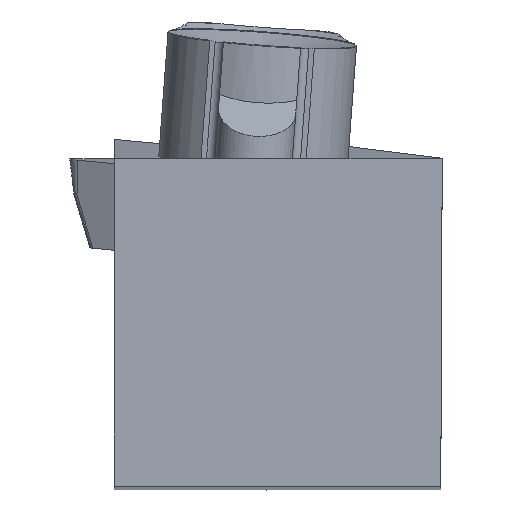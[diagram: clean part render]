
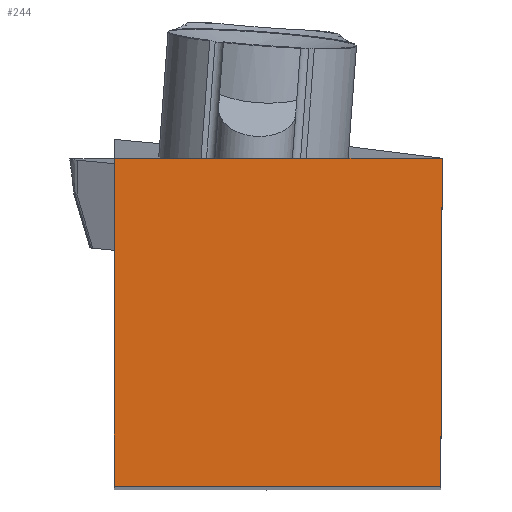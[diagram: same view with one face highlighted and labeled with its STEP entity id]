
A CAD part, top view. The second image highlights one B-rep face of the part: STEP entity #244.
In plain terms, the highlighted planar face has unit normal (0, 0, 1).
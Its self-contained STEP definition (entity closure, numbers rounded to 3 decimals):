
#244=ADVANCED_FACE('',(#348),#312,.F.);
#312=PLANE('',#1321);
#348=FACE_OUTER_BOUND('',#416,.T.);
#416=EDGE_LOOP('',(#511,#512,#513,#514));
#511=ORIENTED_EDGE('',*,*,#950,.F.);
#512=ORIENTED_EDGE('',*,*,#965,.T.);
#513=ORIENTED_EDGE('',*,*,#969,.T.);
#514=ORIENTED_EDGE('',*,*,#970,.F.);
#836=VERTEX_POINT('',#1750);
#837=VERTEX_POINT('',#1752);
#848=VERTEX_POINT('',#1780);
#850=VERTEX_POINT('',#1787);
#950=EDGE_CURVE('',#836,#837,#1126,.T.);
#965=EDGE_CURVE('',#836,#848,#1140,.T.);
#969=EDGE_CURVE('',#848,#850,#1144,.T.);
#970=EDGE_CURVE('',#837,#850,#1145,.T.);
#1126=LINE('',#1751,#1221);
#1140=LINE('',#1781,#1235);
#1144=LINE('',#1788,#1239);
#1145=LINE('',#1790,#1240);
#1221=VECTOR('',#1430,1.);
#1235=VECTOR('',#1452,1.);
#1239=VECTOR('',#1458,1.);
#1240=VECTOR('',#1461,1.);
#1321=AXIS2_PLACEMENT_3D('',#1791,#1462,#1463);
#1430=DIRECTION('',(0.,1.,0.));
#1452=DIRECTION('',(1.,0.,0.));
#1458=DIRECTION('',(0.004,1.,0.));
#1461=DIRECTION('',(1.,0.,0.));
#1462=DIRECTION('',(0.,0.,-1.));
#1463=DIRECTION('',(-0.997,0.074,0.));
#1750=CARTESIAN_POINT('',(-11.875,0.,0.));
#1751=CARTESIAN_POINT('',(-11.875,-6.094,0.));
#1752=CARTESIAN_POINT('',(-11.875,11.875,0.));
#1780=CARTESIAN_POINT('',(-0.052,0.,0.));
#1781=CARTESIAN_POINT('',(-17.969,0.,0.));
#1787=CARTESIAN_POINT('',(0.,11.875,0.));
#1788=CARTESIAN_POINT('',(-0.498,-102.344,0.));
#1790=CARTESIAN_POINT('',(-17.969,11.875,0.));
#1791=CARTESIAN_POINT('',(0.,0.,
0.));
